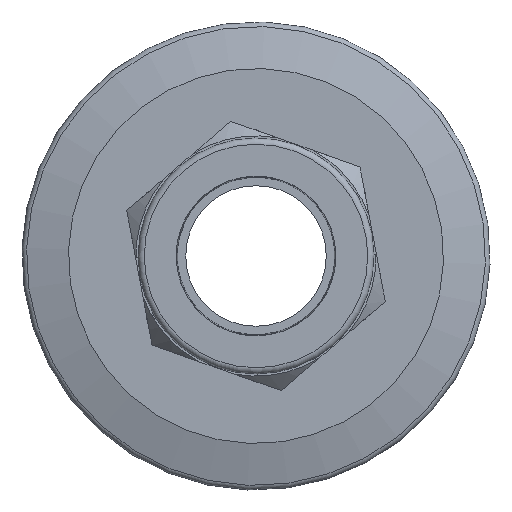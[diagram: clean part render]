
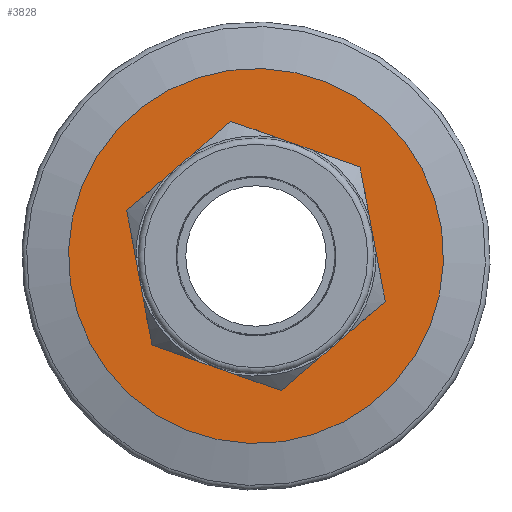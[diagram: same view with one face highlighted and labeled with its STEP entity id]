
A CAD part, left-side view. The second image highlights one B-rep face of the part: STEP entity #3828.
In plain terms, the highlighted planar face has unit normal (-1, 0, 0).
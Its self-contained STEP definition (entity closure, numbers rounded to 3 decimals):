
#16 = CIRCLE ( 'NONE', #106, 16.75 ) ;
#106 = AXIS2_PLACEMENT_3D ( 'NONE', #4399, #3794, #3078 ) ;
#258 = AXIS2_PLACEMENT_3D ( 'NONE', #5148, #1879, #3424 ) ;
#439 = CIRCLE ( 'NONE', #3732, 30.036 ) ;
#605 = DIRECTION ( 'NONE',  ( 1., 0., 0. ) ) ;
#1702 = CARTESIAN_POINT ( 'NONE',  ( 11.3, -15.53, -6.276 ) ) ;
#1879 = DIRECTION ( 'NONE',  ( -1., 0., 0. ) ) ;
#2320 = CARTESIAN_POINT ( 'NONE',  ( 11.3, -27.848, -11.253 ) ) ;
#2798 = ORIENTED_EDGE ( 'NONE', *, *, #3851, .F. ) ;
#3046 = EDGE_LOOP ( 'NONE', ( #2798 ) ) ;
#3078 = DIRECTION ( 'NONE',  ( 0., -0.927, -0.375 ) ) ;
#3146 = VERTEX_POINT ( 'NONE', #1702 ) ;
#3290 = EDGE_CURVE ( 'NONE', #3146, #3146, #16, .T. ) ;
#3424 = DIRECTION ( 'NONE',  ( 0., 0.927, 0.375 ) ) ;
#3616 = ORIENTED_EDGE ( 'NONE', *, *, #3290, .T. ) ;
#3732 = AXIS2_PLACEMENT_3D ( 'NONE', #7036, #605, #5789 ) ;
#3794 = DIRECTION ( 'NONE',  ( 1., 0., 0. ) ) ;
#3828 = ADVANCED_FACE ( 'NONE', ( #5889, #7783 ), #6618, .T. ) ;
#3851 = EDGE_CURVE ( 'NONE', #3954, #3954, #439, .T. ) ;
#3954 = VERTEX_POINT ( 'NONE', #2320 ) ;
#4399 = CARTESIAN_POINT ( 'NONE',  ( 11.3, 0., 0. ) ) ;
#5148 = CARTESIAN_POINT ( 'NONE',  ( 11.3, 27.848, 11.253 ) ) ;
#5789 = DIRECTION ( 'NONE',  ( 0., -0.927, -0.375 ) ) ;
#5889 = FACE_BOUND ( 'NONE', #8151, .T. ) ;
#6618 = PLANE ( 'NONE',  #258 ) ;
#7036 = CARTESIAN_POINT ( 'NONE',  ( 11.3, 0., 0. ) ) ;
#7783 = FACE_OUTER_BOUND ( 'NONE', #3046, .T. ) ;
#8151 = EDGE_LOOP ( 'NONE', ( #3616 ) ) ;
